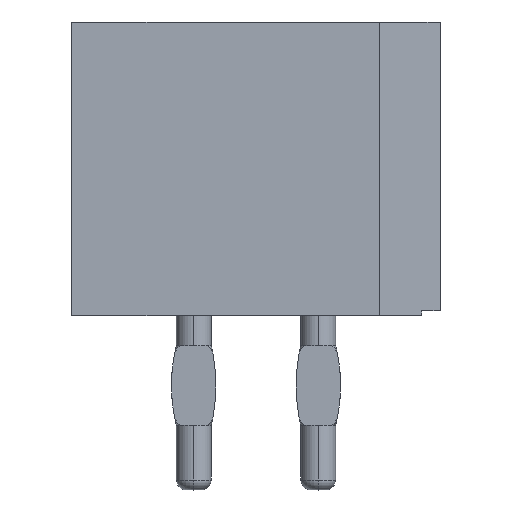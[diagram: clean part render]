
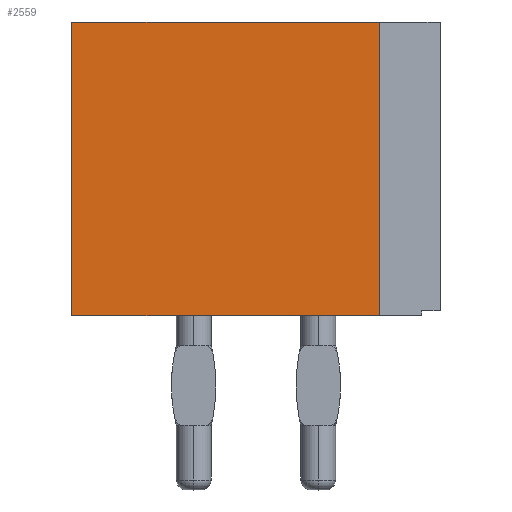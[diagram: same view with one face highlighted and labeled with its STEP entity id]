
A CAD part, top view. The second image highlights one B-rep face of the part: STEP entity #2559.
In plain terms, the highlighted planar face has unit normal (0, 0, 1).
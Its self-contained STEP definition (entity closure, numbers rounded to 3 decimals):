
#6 = CARTESIAN_POINT ( 'NONE',  ( -3.7, 0., 2.45 ) ) ;
#347 = ORIENTED_EDGE ( 'NONE', *, *, #2329, .T. ) ;
#372 = ORIENTED_EDGE ( 'NONE', *, *, #2704, .F. ) ;
#378 = FACE_OUTER_BOUND ( 'NONE', #499, .T. ) ;
#470 = LINE ( 'NONE', #1981, #1753 ) ;
#499 = EDGE_LOOP ( 'NONE', ( #1045, #347, #372, #2068 ) ) ;
#822 = CARTESIAN_POINT ( 'NONE',  ( -3.7, 5.9, 2.45 ) ) ;
#973 = VECTOR ( 'NONE', #3676, 1000. ) ;
#1007 = DIRECTION ( 'NONE',  ( 1., 0., 0. ) ) ;
#1045 = ORIENTED_EDGE ( 'NONE', *, *, #1940, .T. ) ;
#1190 = CARTESIAN_POINT ( 'NONE',  ( 2.481, 0., 2.45 ) ) ;
#1349 = EDGE_CURVE ( 'NONE', #2120, #2163, #2701, .T. ) ;
#1356 = PLANE ( 'NONE',  #3439 ) ;
#1495 = CARTESIAN_POINT ( 'NONE',  ( -3.7, 0., 2.45 ) ) ;
#1678 = CARTESIAN_POINT ( 'NONE',  ( -3.7, 5.9, 2.45 ) ) ;
#1725 = LINE ( 'NONE', #1758, #3913 ) ;
#1753 = VECTOR ( 'NONE', #3905, 1000. ) ;
#1758 = CARTESIAN_POINT ( 'NONE',  ( -3.7, 5.9, 2.45 ) ) ;
#1940 = EDGE_CURVE ( 'NONE', #2163, #2986, #2225, .T. ) ;
#1981 = CARTESIAN_POINT ( 'NONE',  ( 2.481, 0., 2.45 ) ) ;
#2068 = ORIENTED_EDGE ( 'NONE', *, *, #1349, .T. ) ;
#2120 = VERTEX_POINT ( 'NONE', #3380 ) ;
#2163 = VERTEX_POINT ( 'NONE', #1495 ) ;
#2225 = LINE ( 'NONE', #6, #3803 ) ;
#2329 = EDGE_CURVE ( 'NONE', #2986, #3358, #470, .T. ) ;
#2559 = ADVANCED_FACE ( 'NONE', ( #378 ), #1356, .F. ) ;
#2603 = DIRECTION ( 'NONE',  ( 0., 0., -1. ) ) ;
#2701 = LINE ( 'NONE', #822, #973 ) ;
#2704 = EDGE_CURVE ( 'NONE', #2120, #3358, #1725, .T. ) ;
#2986 = VERTEX_POINT ( 'NONE', #1190 ) ;
#3194 = CARTESIAN_POINT ( 'NONE',  ( 2.481, 5.9, 2.45 ) ) ;
#3358 = VERTEX_POINT ( 'NONE', #3194 ) ;
#3380 = CARTESIAN_POINT ( 'NONE',  ( -3.7, 5.9, 2.45 ) ) ;
#3439 = AXIS2_PLACEMENT_3D ( 'NONE', #1678, #2603, #3844 ) ;
#3600 = DIRECTION ( 'NONE',  ( 1., 0., 0. ) ) ;
#3676 = DIRECTION ( 'NONE',  ( 0., -1., 0. ) ) ;
#3803 = VECTOR ( 'NONE', #1007, 1000. ) ;
#3844 = DIRECTION ( 'NONE',  ( -1., 0., 0. ) ) ;
#3905 = DIRECTION ( 'NONE',  ( 0., 1., 0. ) ) ;
#3913 = VECTOR ( 'NONE', #3600, 1000. ) ;
